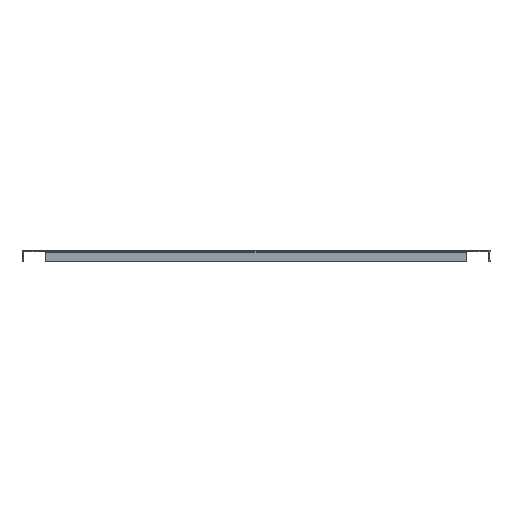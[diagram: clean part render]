
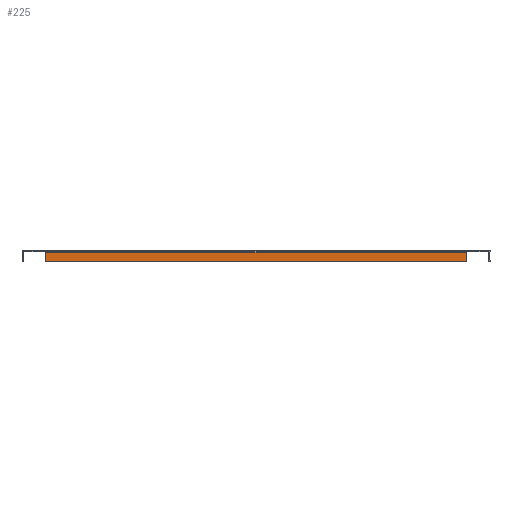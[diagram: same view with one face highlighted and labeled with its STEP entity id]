
A CAD part, front view. The second image highlights one B-rep face of the part: STEP entity #225.
In plain terms, the highlighted planar face has unit normal (0, -1, 0).
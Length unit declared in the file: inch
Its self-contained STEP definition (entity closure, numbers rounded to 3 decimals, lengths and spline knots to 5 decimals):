
#186=CARTESIAN_POINT('',(32.482,0.0,0.09375));
#187=DIRECTION('',(0.0,-1.0,0.0));
#188=DIRECTION('',(0.0,0.0,-1.0));
#189=AXIS2_PLACEMENT_3D('',#186,#187,#188);
#190=PLANE('',#189);
#191=CARTESIAN_POINT('',(1.718,0.0,-0.0156));
#192=VERTEX_POINT('',#191);
#193=CARTESIAN_POINT('',(32.482,0.0,-0.0156));
#194=VERTEX_POINT('',#193);
#195=CARTESIAN_POINT('',(1.718,0.,-0.0156));
#196=DIRECTION('',(1.0,0.0,0.0));
#197=VECTOR('',#196,30.764);
#198=LINE('',#195,#197);
#199=EDGE_CURVE('',#192,#194,#198,.T.);
#200=ORIENTED_EDGE('',*,*,#199,.F.);
#201=CARTESIAN_POINT('',(1.718,0.,-0.68025));
#202=VERTEX_POINT('',#201);
#203=CARTESIAN_POINT('',(1.718,0.,-0.0156));
#204=DIRECTION('',(0.0,0.0,-1.0));
#205=VECTOR('',#204,0.66465);
#206=LINE('',#203,#205);
#207=EDGE_CURVE('',#192,#202,#206,.T.);
#208=ORIENTED_EDGE('',*,*,#207,.T.);
#209=CARTESIAN_POINT('',(32.482,0.,-0.68025));
#210=VERTEX_POINT('',#209);
#211=CARTESIAN_POINT('',(32.482,0.,-0.68025));
#212=DIRECTION('',(-1.0,0.0,0.0));
#213=VECTOR('',#212,30.764);
#214=LINE('',#211,#213);
#215=EDGE_CURVE('',#210,#202,#214,.T.);
#216=ORIENTED_EDGE('',*,*,#215,.F.);
#217=CARTESIAN_POINT('',(32.482,0.,-0.68025));
#218=DIRECTION('',(0.0,0.0,1.0));
#219=VECTOR('',#218,0.66465);
#220=LINE('',#217,#219);
#221=EDGE_CURVE('',#210,#194,#220,.T.);
#222=ORIENTED_EDGE('',*,*,#221,.T.);
#223=EDGE_LOOP('',(#200,#208,#216,#222));
#224=FACE_OUTER_BOUND('',#223,.T.);
#225=ADVANCED_FACE('',(#224),#190,.T.);
